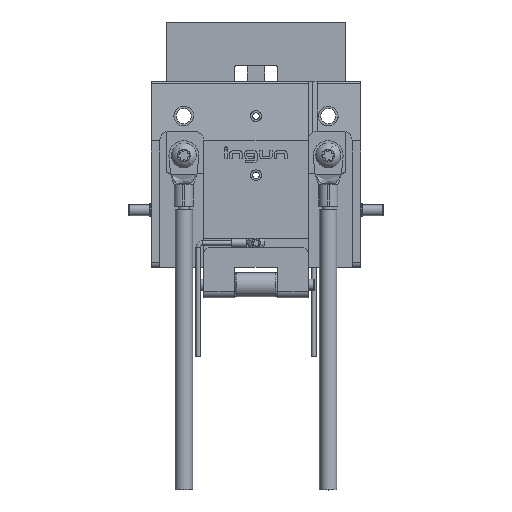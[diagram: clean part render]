
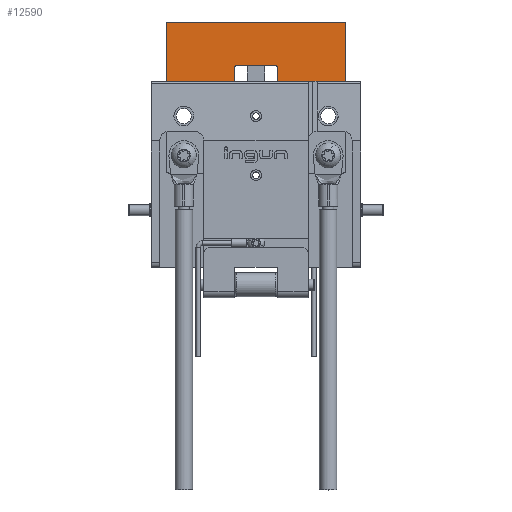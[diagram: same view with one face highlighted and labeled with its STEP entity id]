
A CAD part, top view. The second image highlights one B-rep face of the part: STEP entity #12590.
In plain terms, the highlighted planar face has unit normal (0, 0, 1).
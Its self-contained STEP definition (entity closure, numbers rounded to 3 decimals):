
#119 = AXIS2_PLACEMENT_3D ( 'NONE', #10746, #21100, #900 ) ;
#741 = DIRECTION ( 'NONE',  ( 0., -1., 0. ) ) ;
#900 = DIRECTION ( 'NONE',  ( -1., 0., 0. ) ) ;
#1190 = DIRECTION ( 'NONE',  ( 0., 1., 0. ) ) ;
#1309 = ORIENTED_EDGE ( 'NONE', *, *, #22612, .F. ) ;
#1560 = DIRECTION ( 'NONE',  ( -1., 0., 0. ) ) ;
#1714 = CARTESIAN_POINT ( 'NONE',  ( 5., 32.5, 5.25 ) ) ;
#1726 = CARTESIAN_POINT ( 'NONE',  ( 4.5, 33., 5.25 ) ) ;
#2187 = CARTESIAN_POINT ( 'NONE',  ( -20.5, 43., 5.25 ) ) ;
#2290 = ORIENTED_EDGE ( 'NONE', *, *, #15390, .T. ) ;
#2492 = LINE ( 'NONE', #8970, #6245 ) ;
#2737 = DIRECTION ( 'NONE',  ( -1., 0., 0. ) ) ;
#3040 = EDGE_CURVE ( 'NONE', #19893, #11925, #10187, .T. ) ;
#3711 = LINE ( 'NONE', #16247, #15969 ) ;
#3973 = VERTEX_POINT ( 'NONE', #2187 ) ;
#4758 = FACE_OUTER_BOUND ( 'NONE', #22731, .T. ) ;
#5121 = CARTESIAN_POINT ( 'NONE',  ( 4.5, 32.5, 5.25 ) ) ;
#5516 = DIRECTION ( 'NONE',  ( 0., 0., 1. ) ) ;
#6183 = DIRECTION ( 'NONE',  ( 0., 1., 0. ) ) ;
#6245 = VECTOR ( 'NONE', #741, 1000. ) ;
#6396 = CARTESIAN_POINT ( 'NONE',  ( 0., 25.5, 5.25 ) ) ;
#6986 = CIRCLE ( 'NONE', #119, 0.5 ) ;
#7021 = ORIENTED_EDGE ( 'NONE', *, *, #3040, .F. ) ;
#7170 = EDGE_CURVE ( 'NONE', #12959, #3973, #3711, .T. ) ;
#7370 = ORIENTED_EDGE ( 'NONE', *, *, #9980, .T. ) ;
#7769 = ORIENTED_EDGE ( 'NONE', *, *, #23968, .T. ) ;
#8069 = CARTESIAN_POINT ( 'NONE',  ( -4.5, 33., 5.25 ) ) ;
#8232 = EDGE_CURVE ( 'NONE', #19284, #19893, #20308, .T. ) ;
#8435 = LINE ( 'NONE', #20667, #16601 ) ;
#8970 = CARTESIAN_POINT ( 'NONE',  ( -20.5, 8.5, 5.25 ) ) ;
#9394 = LINE ( 'NONE', #21762, #17172 ) ;
#9548 = CARTESIAN_POINT ( 'NONE',  ( 20.5, 8.5, 5.25 ) ) ;
#9622 = CARTESIAN_POINT ( 'NONE',  ( -5., 29.5, 5.25 ) ) ;
#9932 = VERTEX_POINT ( 'NONE', #22420 ) ;
#9980 = EDGE_CURVE ( 'NONE', #3973, #10114, #2492, .T. ) ;
#10114 = VERTEX_POINT ( 'NONE', #15946 ) ;
#10187 = CIRCLE ( 'NONE', #25219, 0.5 ) ;
#10313 = DIRECTION ( 'NONE',  ( 1., 0., 0. ) ) ;
#10641 = ORIENTED_EDGE ( 'NONE', *, *, #8232, .F. ) ;
#10746 = CARTESIAN_POINT ( 'NONE',  ( -4.5, 32.5, 5.25 ) ) ;
#10775 = LINE ( 'NONE', #16593, #11841 ) ;
#10939 = ORIENTED_EDGE ( 'NONE', *, *, #21709, .T. ) ;
#11133 = VECTOR ( 'NONE', #1190, 1000. ) ;
#11460 = DIRECTION ( 'NONE',  ( 1., 0., 0. ) ) ;
#11841 = VECTOR ( 'NONE', #25164, 1000. ) ;
#11925 = VERTEX_POINT ( 'NONE', #1726 ) ;
#11937 = DIRECTION ( 'NONE',  ( -1., 0., 0. ) ) ;
#12348 = ORIENTED_EDGE ( 'NONE', *, *, #14537, .F. ) ;
#12440 = CARTESIAN_POINT ( 'NONE',  ( 20.5, 43., 5.25 ) ) ;
#12590 = ADVANCED_FACE ( 'Defeature ausgef�hrt4_252', ( #4758 ), #15138, .F. ) ;
#12959 = VERTEX_POINT ( 'NONE', #12440 ) ;
#12989 = LINE ( 'NONE', #21059, #20272 ) ;
#14201 = CARTESIAN_POINT ( 'NONE',  ( 20.5, 29.5, 5.25 ) ) ;
#14356 = LINE ( 'NONE', #9548, #11133 ) ;
#14537 = EDGE_CURVE ( 'NONE', #9932, #15621, #10775, .T. ) ;
#15138 = PLANE ( 'NONE',  #21228 ) ;
#15390 = EDGE_CURVE ( 'NONE', #10114, #15621, #8435, .T. ) ;
#15621 = VERTEX_POINT ( 'NONE', #9622 ) ;
#15946 = CARTESIAN_POINT ( 'NONE',  ( -20.5, 29.5, 5.25 ) ) ;
#15969 = VECTOR ( 'NONE', #11937, 1000. ) ;
#16247 = CARTESIAN_POINT ( 'NONE',  ( 20.5, 43., 5.25 ) ) ;
#16593 = CARTESIAN_POINT ( 'NONE',  ( -5., 28., 5.25 ) ) ;
#16601 = VECTOR ( 'NONE', #10313, 1000. ) ;
#17078 = VERTEX_POINT ( 'NONE', #8069 ) ;
#17172 = VECTOR ( 'NONE', #1560, 1000. ) ;
#18910 = DIRECTION ( 'NONE',  ( 0., 0., -1. ) ) ;
#19284 = VERTEX_POINT ( 'NONE', #26265 ) ;
#19893 = VERTEX_POINT ( 'NONE', #1714 ) ;
#20191 = ORIENTED_EDGE ( 'NONE', *, *, #7170, .T. ) ;
#20272 = VECTOR ( 'NONE', #21193, 1000. ) ;
#20308 = LINE ( 'NONE', #24486, #24388 ) ;
#20667 = CARTESIAN_POINT ( 'NONE',  ( 23.95, 29.5, 5.25 ) ) ;
#21059 = CARTESIAN_POINT ( 'NONE',  ( 23.95, 29.5, 5.25 ) ) ;
#21100 = DIRECTION ( 'NONE',  ( 0., 0., 1. ) ) ;
#21193 = DIRECTION ( 'NONE',  ( 1., 0., 0. ) ) ;
#21228 = AXIS2_PLACEMENT_3D ( 'NONE', #6396, #18910, #2737 ) ;
#21709 = EDGE_CURVE ( 'NONE', #19284, #23237, #12989, .T. ) ;
#21762 = CARTESIAN_POINT ( 'NONE',  ( -4.5, 33., 5.25 ) ) ;
#22420 = CARTESIAN_POINT ( 'NONE',  ( -5., 32.5, 5.25 ) ) ;
#22612 = EDGE_CURVE ( 'NONE', #17078, #9932, #6986, .T. ) ;
#22731 = EDGE_LOOP ( 'NONE', ( #2290, #12348, #1309, #25089, #7021, #10641, #10939, #7769, #20191, #7370 ) ) ;
#23237 = VERTEX_POINT ( 'NONE', #14201 ) ;
#23968 = EDGE_CURVE ( 'NONE', #23237, #12959, #14356, .T. ) ;
#24388 = VECTOR ( 'NONE', #6183, 1000. ) ;
#24486 = CARTESIAN_POINT ( 'NONE',  ( 5., 28., 5.25 ) ) ;
#25089 = ORIENTED_EDGE ( 'NONE', *, *, #25496, .F. ) ;
#25164 = DIRECTION ( 'NONE',  ( 0., -1., 0. ) ) ;
#25219 = AXIS2_PLACEMENT_3D ( 'NONE', #5121, #5516, #11460 ) ;
#25496 = EDGE_CURVE ( 'NONE', #11925, #17078, #9394, .T. ) ;
#26265 = CARTESIAN_POINT ( 'NONE',  ( 5., 29.5, 5.25 ) ) ;
